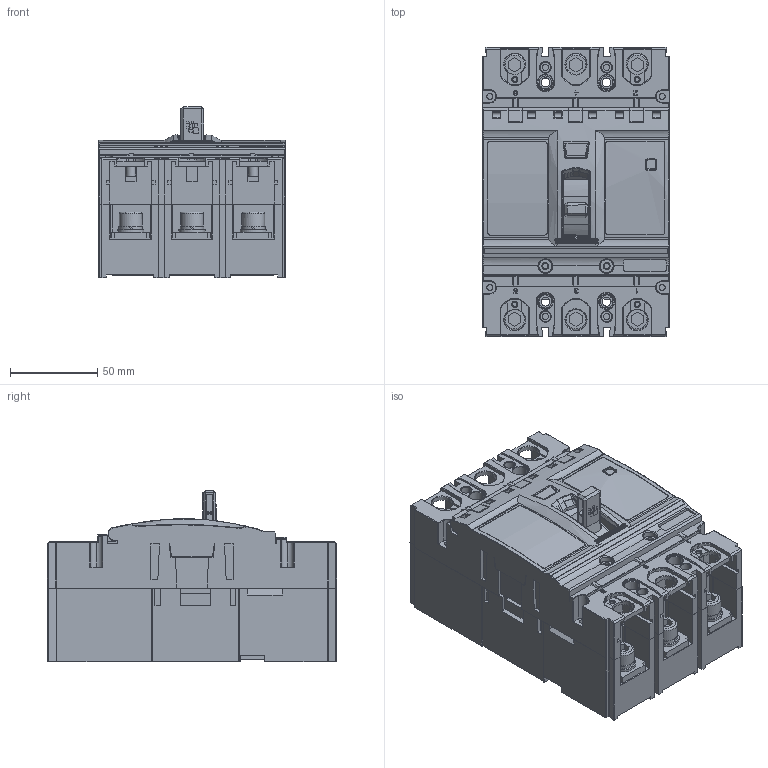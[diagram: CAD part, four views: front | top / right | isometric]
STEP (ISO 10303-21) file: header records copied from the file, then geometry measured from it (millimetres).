
FILE_DESCRIPTION (( 'STEP AP214' ), '1' );
FILE_NAME ('250L 3P - 35.STEP', '2020-03-02T06:32:24', ( '' ), ( '' ), 'SwSTEP 2.0', 'SolidWorks 2017', '' );
FILE_SCHEMA (( 'AUTOMOTIVE_DESIGN' ));
Length unit declared in the file: millimetre
Products named in the file (1): 250L 3P - 35
Bounding box: 106.6 x 165.2 x 97.88 mm (x, y, z)
Volume: 1046609.3 mm3; surface area: 229802.9 mm2
Topology: 2 solids, 21 shells, 3503 faces, 9817 edges, 6387 vertices
Faces by surface type: plane 2350, cylinder 816, bspline 213, cone 112, torus 12
Entity records: 166700 total; most frequent: CARTESIAN_POINT 45371, ORIENTED_EDGE 19586, DIRECTION 14797, EDGE_CURVE 9793, LINE 6519, VECTOR 6519, VERTEX_POINT 6387, AXIS2_PLACEMENT_3D 4139
